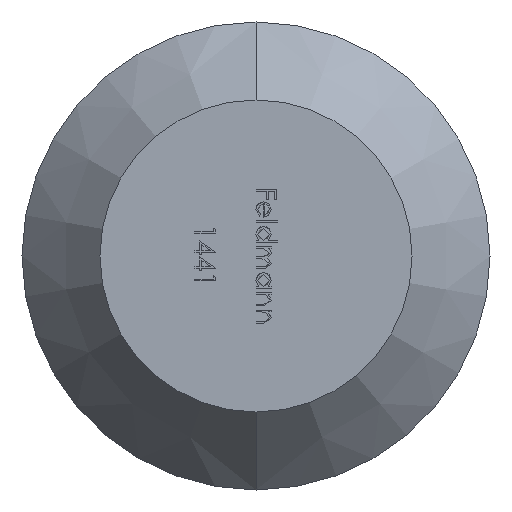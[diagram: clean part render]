
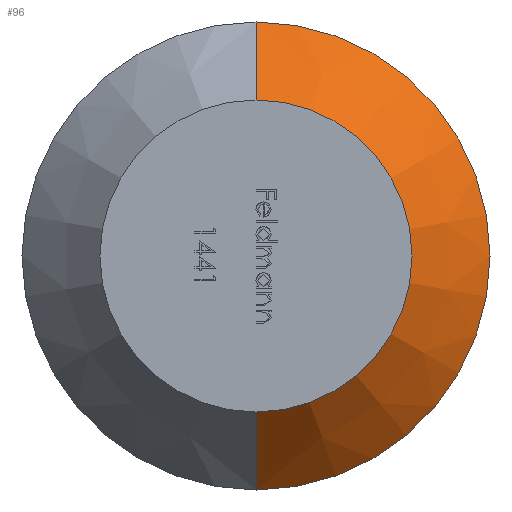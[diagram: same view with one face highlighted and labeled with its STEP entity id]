
A CAD part, front view. The second image highlights one B-rep face of the part: STEP entity #96.
In plain terms, the highlighted conical face has half-angle 40.815 degrees and reference radius 4.25 mm.
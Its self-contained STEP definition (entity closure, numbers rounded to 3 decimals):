
#57 = AXIS2_PLACEMENT_3D ( 'NONE', #4050, #647, #4646 ) ;
#96 = ADVANCED_FACE ( 'NONE', ( #5307 ), #1943, .T. ) ;
#647 = DIRECTION ( 'NONE',  ( 0., -1., 0. ) ) ;
#994 = VERTEX_POINT ( 'NONE', #6620 ) ;
#1068 = VECTOR ( 'NONE', #4613, 1000. ) ;
#1500 = CARTESIAN_POINT ( 'NONE',  ( 0., 485., 4.25 ) ) ;
#1943 = CONICAL_SURFACE ( 'NONE', #2549, 4.25, 0.712 ) ;
#1998 = VERTEX_POINT ( 'NONE', #3640 ) ;
#2023 = DIRECTION ( 'NONE',  ( 0., 0.757, 0.654 ) ) ;
#2212 = CARTESIAN_POINT ( 'NONE',  ( 0., 485., -4.25 ) ) ;
#2301 = CARTESIAN_POINT ( 'NONE',  ( 0., 490.5, 9. ) ) ;
#2475 = CARTESIAN_POINT ( 'NONE',  ( 0., 490.5, -9. ) ) ;
#2549 = AXIS2_PLACEMENT_3D ( 'NONE', #2897, #2909, #2645 ) ;
#2645 = DIRECTION ( 'NONE',  ( 0., 0., 1. ) ) ;
#2897 = CARTESIAN_POINT ( 'NONE',  ( 0., 485., 0. ) ) ;
#2909 = DIRECTION ( 'NONE',  ( 0., 1., 0. ) ) ;
#3177 = CIRCLE ( 'NONE', #57, 9. ) ;
#3327 = EDGE_LOOP ( 'NONE', ( #6753, #6705, #6596, #6592 ) ) ;
#3355 = DIRECTION ( 'NONE',  ( 0., -1., 0. ) ) ;
#3618 = VERTEX_POINT ( 'NONE', #2301 ) ;
#3640 = CARTESIAN_POINT ( 'NONE',  ( 0., 485., 4.25 ) ) ;
#3984 = EDGE_CURVE ( 'NONE', #4950, #3618, #3177, .T. ) ;
#4050 = CARTESIAN_POINT ( 'NONE',  ( 0., 490.5, 0. ) ) ;
#4253 = EDGE_CURVE ( 'NONE', #994, #4950, #5909, .T. ) ;
#4485 = VECTOR ( 'NONE', #2023, 1000. ) ;
#4613 = DIRECTION ( 'NONE',  ( 0., 0.757, -0.654 ) ) ;
#4646 = DIRECTION ( 'NONE',  ( 0., 0., -1. ) ) ;
#4784 = EDGE_CURVE ( 'NONE', #994, #1998, #5538, .T. ) ;
#4950 = VERTEX_POINT ( 'NONE', #2475 ) ;
#5307 = FACE_OUTER_BOUND ( 'NONE', #3327, .T. ) ;
#5534 = AXIS2_PLACEMENT_3D ( 'NONE', #6895, #3355, #7452 ) ;
#5538 = CIRCLE ( 'NONE', #5534, 4.25 ) ;
#5909 = LINE ( 'NONE', #2212, #1068 ) ;
#6057 = EDGE_CURVE ( 'NONE', #1998, #3618, #7386, .T. ) ;
#6592 = ORIENTED_EDGE ( 'NONE', *, *, #6057, .F. ) ;
#6596 = ORIENTED_EDGE ( 'NONE', *, *, #3984, .T. ) ;
#6620 = CARTESIAN_POINT ( 'NONE',  ( 0., 485., -4.25 ) ) ;
#6705 = ORIENTED_EDGE ( 'NONE', *, *, #4253, .T. ) ;
#6753 = ORIENTED_EDGE ( 'NONE', *, *, #4784, .F. ) ;
#6895 = CARTESIAN_POINT ( 'NONE',  ( 0., 485., 0. ) ) ;
#7386 = LINE ( 'NONE', #1500, #4485 ) ;
#7452 = DIRECTION ( 'NONE',  ( 0., 0., -1. ) ) ;
